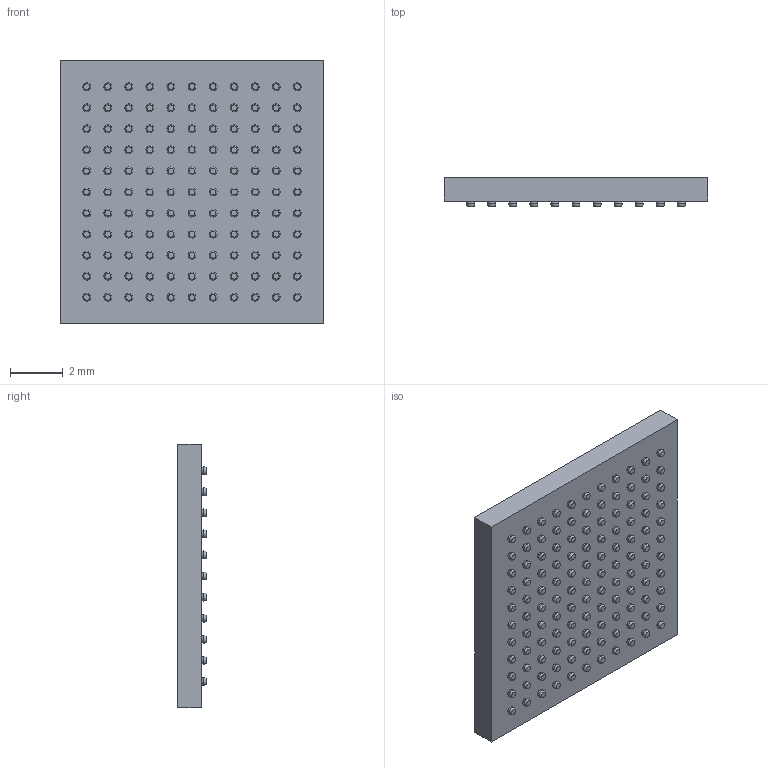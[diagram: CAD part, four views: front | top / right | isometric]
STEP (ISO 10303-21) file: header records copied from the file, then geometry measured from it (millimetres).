
FILE_DESCRIPTION (( 'STEP AP214' ), '1' );
FILE_NAME ('3A6CCC1D-7E4C-412E-95E3-D2820517D8BA.STEP', '2023-01-01T18:22:13', ( '' ), ( '' ), 'SwSTEP 2.0', 'SolidWorks 2022', '' );
FILE_SCHEMA (( 'AUTOMOTIVE_DESIGN' ));
Length unit declared in the file: millimetre
Products named in the file (1): 3A6CCC1D-7E4C-412E-95E3-D2820517D8BA
Bounding box: 10 x 1.11 x 10 mm (x, y, z)
Volume: 91.5 mm3; surface area: 259.4 mm2
Topology: 2 solids, 2 shells, 373 faces, 1107 edges, 859 vertices
Faces by surface type: sphere 242, plane 129, cylinder 2
Entity records: 15282 total; most frequent: DIRECTION 2222, CARTESIAN_POINT 1856, ORIENTED_EDGE 1488, AXIS2_PLACEMENT_3D 1104, EDGE_CURVE 744, VERTEX_POINT 738, EDGE_LOOP 736, CIRCLE 730
